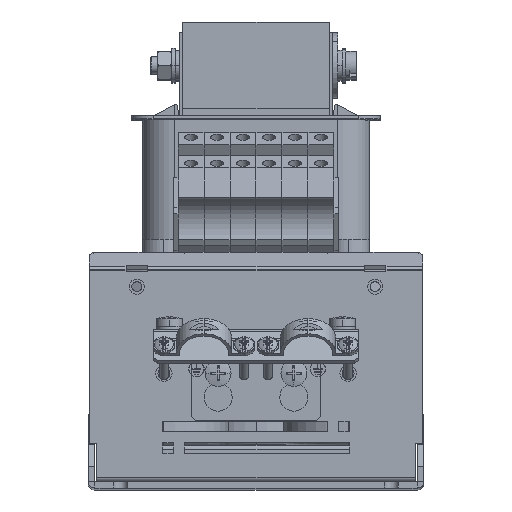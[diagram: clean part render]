
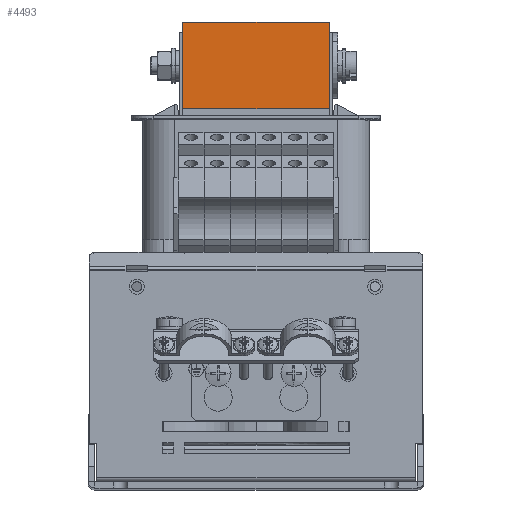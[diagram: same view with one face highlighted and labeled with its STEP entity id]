
A CAD part, top view. The second image highlights one B-rep face of the part: STEP entity #4493.
In plain terms, the highlighted face is planar.
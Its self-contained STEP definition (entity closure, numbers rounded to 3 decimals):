
#490 = EDGE_LOOP ( 'NONE', ( #41238, #41396, #41234, #41277 ) ) ;
#1312 = DIRECTION ( 'NONE',  ( 0., 0., -1. ) ) ;
#1329 = CARTESIAN_POINT ( 'NONE',  ( -100., 102.5, 67.5 ) ) ;
#4493 = ADVANCED_FACE ( 'NONE', ( #42775 ), #39318, .F. ) ;
#6984 = VERTEX_POINT ( 'NONE', #33275 ) ;
#7316 = VERTEX_POINT ( 'NONE', #33259 ) ;
#7720 = VERTEX_POINT ( 'NONE', #33624 ) ;
#7746 = VERTEX_POINT ( 'NONE', #33627 ) ;
#9356 = AXIS2_PLACEMENT_3D ( 'NONE', #39321, #39316, #39315 ) ;
#24825 = CARTESIAN_POINT ( 'NONE',  ( -100., -102.5, 67.5 ) ) ;
#24830 = DIRECTION ( 'NONE',  ( 0., -1., 0. ) ) ;
#24835 = DIRECTION ( 'NONE',  ( 0., -1., 0. ) ) ;
#24846 = CARTESIAN_POINT ( 'NONE',  ( -100., -102.5, 0. ) ) ;
#25143 = LINE ( 'NONE', #24825, #25147 ) ;
#25147 = VECTOR ( 'NONE', #24830, 1000. ) ;
#25152 = LINE ( 'NONE', #24846, #25161 ) ;
#25161 = VECTOR ( 'NONE', #24835, 1000. ) ;
#25655 = LINE ( 'NONE', #26682, #25658 ) ;
#25658 = VECTOR ( 'NONE', #26683, 1000. ) ;
#26682 = CARTESIAN_POINT ( 'NONE',  ( -100., 62.5, 67.5 ) ) ;
#26683 = DIRECTION ( 'NONE',  ( 0., 0., 1. ) ) ;
#32849 = EDGE_CURVE ( 'NONE', #7746, #6984, #38857, .T. ) ;
#33259 = CARTESIAN_POINT ( 'NONE',  ( -100., 62.5, 67.5 ) ) ;
#33275 = CARTESIAN_POINT ( 'NONE',  ( -100., 102.5, 0. ) ) ;
#33624 = CARTESIAN_POINT ( 'NONE',  ( -100., 62.5, 0. ) ) ;
#33627 = CARTESIAN_POINT ( 'NONE',  ( -100., 102.5, 67.5 ) ) ;
#38682 = VECTOR ( 'NONE', #1312, 1000. ) ;
#38857 = LINE ( 'NONE', #1329, #38682 ) ;
#39315 = DIRECTION ( 'NONE',  ( 0., 0., -1. ) ) ;
#39316 = DIRECTION ( 'NONE',  ( 1., 0., 0. ) ) ;
#39318 = PLANE ( 'NONE',  #9356 ) ;
#39321 = CARTESIAN_POINT ( 'NONE',  ( -100., -102.5, 67.5 ) ) ;
#41234 = ORIENTED_EDGE ( 'NONE', *, *, #43676, .F. ) ;
#41238 = ORIENTED_EDGE ( 'NONE', *, *, #43684, .T. ) ;
#41277 = ORIENTED_EDGE ( 'NONE', *, *, #32849, .T. ) ;
#41396 = ORIENTED_EDGE ( 'NONE', *, *, #43975, .T. ) ;
#42775 = FACE_OUTER_BOUND ( 'NONE', #490, .T. ) ;
#43676 = EDGE_CURVE ( 'NONE', #7746, #7316, #25143, .T. ) ;
#43684 = EDGE_CURVE ( 'NONE', #6984, #7720, #25152, .T. ) ;
#43975 = EDGE_CURVE ( 'NONE', #7720, #7316, #25655, .T. ) ;
